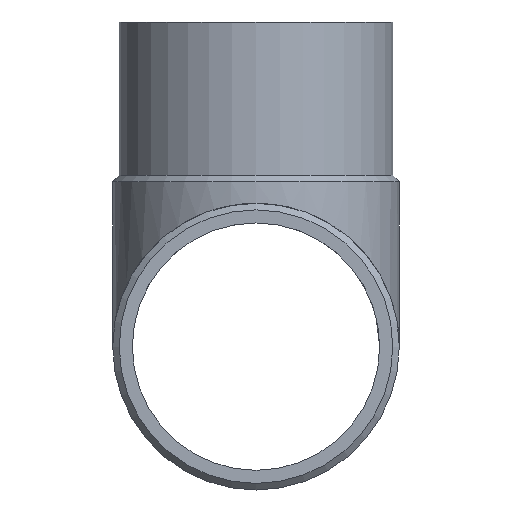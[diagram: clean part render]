
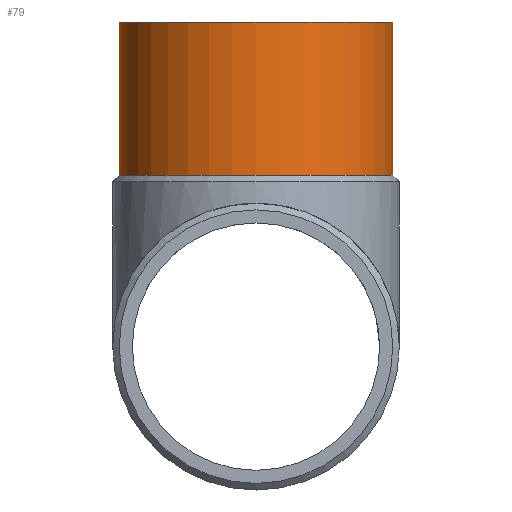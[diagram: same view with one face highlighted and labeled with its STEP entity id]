
A CAD part, left-side view. The second image highlights one B-rep face of the part: STEP entity #79.
In plain terms, the highlighted cylindrical face has radius 37.5 mm (diameter 75 mm), a full revolution.
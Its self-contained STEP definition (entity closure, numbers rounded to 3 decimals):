
#79 = ADVANCED_FACE( '', ( #103, #104 ), #105, .T. );
#103 = FACE_OUTER_BOUND( '', #144, .T. );
#104 = FACE_OUTER_BOUND( '', #145, .T. );
#105 = CYLINDRICAL_SURFACE( '', #146, 37.5 );
#144 = EDGE_LOOP( '', ( #196 ) );
#145 = EDGE_LOOP( '', ( #197 ) );
#146 = AXIS2_PLACEMENT_3D( '', #198, #199, #200 );
#196 = ORIENTED_EDGE( '', *, *, #251, .F. );
#197 = ORIENTED_EDGE( '', *, *, #252, .T. );
#198 = CARTESIAN_POINT( '', ( -89., 0., 0. ) );
#199 = DIRECTION( '', ( 0., 0., 1. ) );
#200 = DIRECTION( '', ( -1., 0., 0. ) );
#251 = EDGE_CURVE( '', #276, #276, #277, .T. );
#252 = EDGE_CURVE( '', #278, #278, #279, .T. );
#276 = VERTEX_POINT( '', #308 );
#277 = CIRCLE( '', #309, 37.5 );
#278 = VERTEX_POINT( '', #310 );
#279 = CIRCLE( '', #311, 37.5 );
#308 = CARTESIAN_POINT( '', ( -126.5, 0., 47. ) );
#309 = AXIS2_PLACEMENT_3D( '', #349, #350, #351 );
#310 = CARTESIAN_POINT( '', ( -126.5, 0., 89. ) );
#311 = AXIS2_PLACEMENT_3D( '', #352, #353, #354 );
#349 = CARTESIAN_POINT( '', ( -89., 0., 47. ) );
#350 = DIRECTION( '', ( 0., 0., -1. ) );
#351 = DIRECTION( '', ( -1., 0., 0. ) );
#352 = CARTESIAN_POINT( '', ( -89., 0., 89. ) );
#353 = DIRECTION( '', ( 0., 0., -1. ) );
#354 = DIRECTION( '', ( -1., 0., 0. ) );
